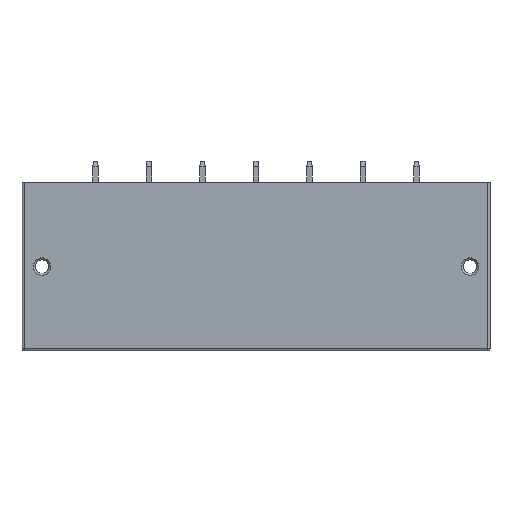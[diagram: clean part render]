
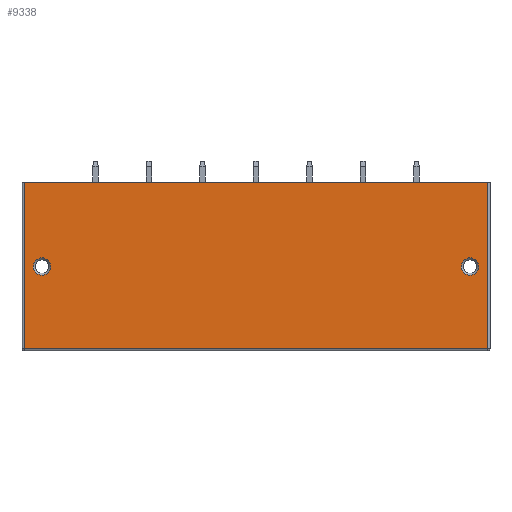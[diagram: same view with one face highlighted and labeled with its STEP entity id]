
A CAD part, left-side view. The second image highlights one B-rep face of the part: STEP entity #9338.
In plain terms, the highlighted planar face has unit normal (-1, 0, 0).
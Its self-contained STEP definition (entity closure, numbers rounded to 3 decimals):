
#380=DIRECTION('',(0.,1.,0.));
#381=VECTOR('',#380,88.08);
#382=CARTESIAN_POINT('',(-6.7,-80.52,16.));
#383=LINE('',#382,#381);
#2090=CARTESIAN_POINT('',(-6.7,4.16,0.));
#2091=DIRECTION('',(1.,0.,0.));
#2092=DIRECTION('',(0.,-1.,0.));
#2093=AXIS2_PLACEMENT_3D('',#2090,#2091,#2092);
#2095=CARTESIAN_POINT('',(-6.7,4.16,0.));
#2096=DIRECTION('',(1.,0.,0.));
#2097=DIRECTION('',(0.,1.,0.));
#2098=AXIS2_PLACEMENT_3D('',#2095,#2096,#2097);
#2100=CARTESIAN_POINT('',(-6.7,-77.12,0.));
#2101=DIRECTION('',(-1.,0.,0.));
#2102=DIRECTION('',(0.,1.,0.));
#2103=AXIS2_PLACEMENT_3D('',#2100,#2101,#2102);
#2105=CARTESIAN_POINT('',(-6.7,-77.12,0.));
#2106=DIRECTION('',(-1.,0.,0.));
#2107=DIRECTION('',(0.,-1.,0.));
#2108=AXIS2_PLACEMENT_3D('',#2105,#2106,#2107);
#2110=DIRECTION('',(0.,0.,-1.));
#2111=VECTOR('',#2110,31.6);
#2112=CARTESIAN_POINT('',(-6.7,-80.52,16.));
#2113=LINE('',#2112,#2111);
#2114=DIRECTION('',(0.,0.,1.));
#2115=VECTOR('',#2114,31.6);
#2116=CARTESIAN_POINT('',(-6.7,7.56,-15.6));
#2117=LINE('',#2116,#2115);
#2203=DIRECTION('',(0.,-1.,0.));
#2204=VECTOR('',#2203,88.08);
#2205=CARTESIAN_POINT('',(-6.7,7.56,-15.6));
#2206=LINE('',#2205,#2204);
#5833=CARTESIAN_POINT('',(-6.7,2.51,0.));
#5834=CARTESIAN_POINT('',(-6.7,5.81,0.));
#5835=VERTEX_POINT('',#5833);
#5836=VERTEX_POINT('',#5834);
#5868=CARTESIAN_POINT('',(-6.7,7.56,16.));
#5870=VERTEX_POINT('',#5868);
#5871=CARTESIAN_POINT('',(-6.7,7.56,-15.6));
#5872=VERTEX_POINT('',#5871);
#5943=CARTESIAN_POINT('',(-6.7,-75.47,0.));
#5944=CARTESIAN_POINT('',(-6.7,-78.77,0.));
#5945=VERTEX_POINT('',#5943);
#5946=VERTEX_POINT('',#5944);
#5979=CARTESIAN_POINT('',(-6.7,-80.52,-15.6));
#5980=VERTEX_POINT('',#5979);
#5981=CARTESIAN_POINT('',(-6.7,-80.52,16.));
#5983=VERTEX_POINT('',#5981);
#9316=CARTESIAN_POINT('',(-6.7,0.,-15.6));
#9317=DIRECTION('',(-1.,0.,0.));
#9318=DIRECTION('',(0.,0.,1.));
#9319=AXIS2_PLACEMENT_3D('',#9316,#9317,#9318);
#9320=PLANE('',#9319);
#9322=ORIENTED_EDGE('',*,*,#9321,.T.);
#9324=ORIENTED_EDGE('',*,*,#9323,.F.);
#9326=ORIENTED_EDGE('',*,*,#9325,.T.);
#9327=ORIENTED_EDGE('',*,*,#5996,.F.);
#9328=EDGE_LOOP('',(#9322,#9324,#9326,#9327));
#9329=FACE_OUTER_BOUND('',#9328,.F.);
#9330=ORIENTED_EDGE('',*,*,#9100,.T.);
#9331=ORIENTED_EDGE('',*,*,#9156,.T.);
#9332=EDGE_LOOP('',(#9330,#9331));
#9333=FACE_BOUND('',#9332,.F.);
#9334=ORIENTED_EDGE('',*,*,#9004,.F.);
#9335=ORIENTED_EDGE('',*,*,#9033,.F.);
#9336=EDGE_LOOP('',(#9334,#9335));
#9337=FACE_BOUND('',#9336,.F.);
#2094=CIRCLE('',#2093,1.65);
#2099=CIRCLE('',#2098,1.65);
#2104=CIRCLE('',#2103,1.65);
#2109=CIRCLE('',#2108,1.65);
#5996=EDGE_CURVE('',#5983,#5870,#383,.T.);
#9004=EDGE_CURVE('',#5835,#5836,#2094,.T.);
#9033=EDGE_CURVE('',#5836,#5835,#2099,.T.);
#9100=EDGE_CURVE('',#5945,#5946,#2104,.T.);
#9156=EDGE_CURVE('',#5946,#5945,#2109,.T.);
#9321=EDGE_CURVE('',#5983,#5980,#2113,.T.);
#9323=EDGE_CURVE('',#5872,#5980,#2206,.T.);
#9325=EDGE_CURVE('',#5872,#5870,#2117,.T.);
#9338=ADVANCED_FACE('',(#9329,#9333,#9337),#9320,.T.);
